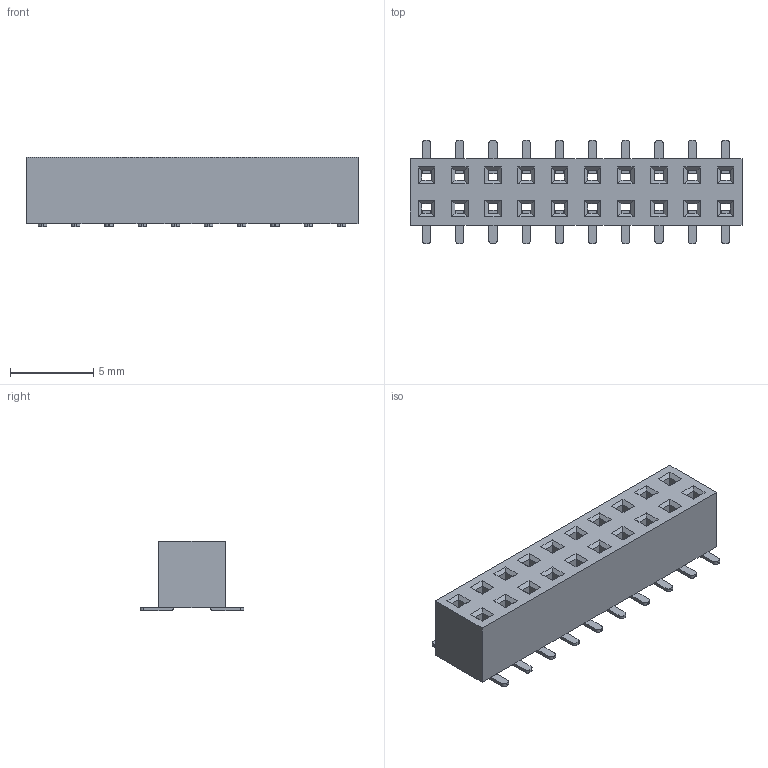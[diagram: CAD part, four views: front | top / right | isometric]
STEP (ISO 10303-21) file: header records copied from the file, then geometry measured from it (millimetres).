
FILE_DESCRIPTION(/* description */ (''),/* implementation_level */ '2;1');
FILE_NAME(/* name */ 'CON-IDC-HE-SMD-2X10-P2MM.stp',/* time_stamp */ '2020-10-20T09:09:49-03:00',/* author */ ('laguerre'),/* organization */ (''),/* preprocessor_version */ 'ST-DEVELOPER v17',/* originating_system */ 'Autodesk Inventor 2018',/* authorisation */ '');
FILE_SCHEMA (('AUTOMOTIVE_DESIGN { 1 0 10303 214 3 1 1 }'));
Length unit declared in the file: millimetre
Products named in the file (1): CON-IDC-HE-SMD-2X3-P2MM
Bounding box: 20 x 6.25 x 4.2 mm (x, y, z)
Volume: 294.3 mm3; surface area: 572.8 mm2
Topology: 3 solids, 3 shells, 368 faces, 1024 edges, 644 vertices
Faces by surface type: plane 308, cylinder 60
Entity records: 11809 total; most frequent: ORIENTED_EDGE 2048, CARTESIAN_POINT 2037, DIRECTION 1882, EDGE_CURVE 1024, LINE 904, VECTOR 904, VERTEX_POINT 644, AXIS2_PLACEMENT_3D 489
